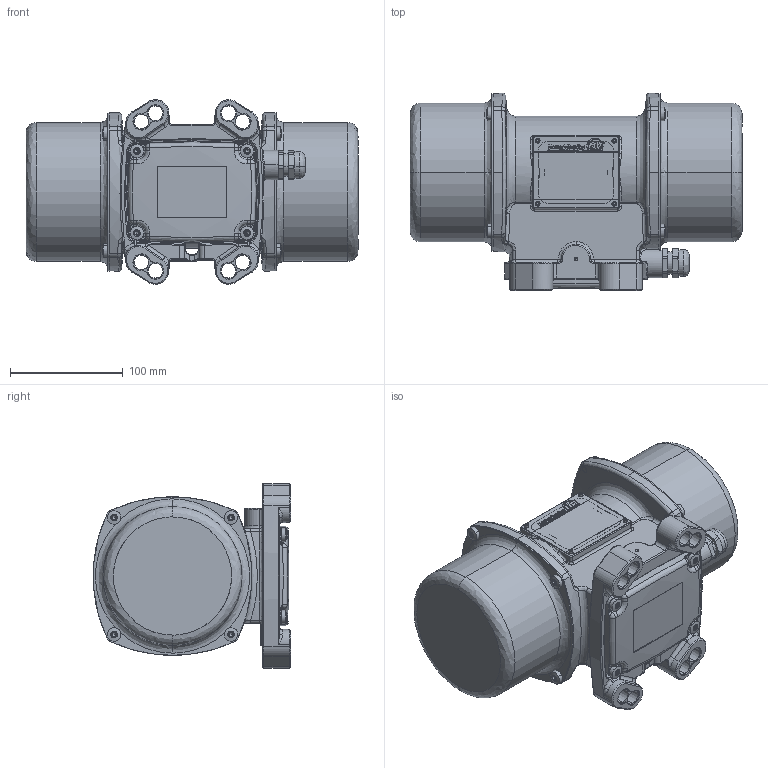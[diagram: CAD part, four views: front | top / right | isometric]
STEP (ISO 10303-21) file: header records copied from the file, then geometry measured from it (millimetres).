
FILE_DESCRIPTION (( 'STEP AP214' ), '1' );
FILE_NAME ('NEA-NEG 25210-50-60Hz.STEP', '2022-05-02T14:00:23', ( '' ), ( '' ), 'SwSTEP 2.0', 'SolidWorks 2015', '' );
FILE_SCHEMA (( 'AUTOMOTIVE_DESIGN' ));
Length unit declared in the file: millimetre
Products named in the file (1): NEA-NEG 25210-50-60Hz
Bounding box: 295 x 175.39 x 164 mm (x, y, z)
Volume: 956616.6 mm3; surface area: 441174.6 mm2
Topology: 18 solids, 18 shells, 2869 faces, 7647 edges, 4955 vertices
Faces by surface type: bspline 1182, plane 731, cylinder 703, cone 253
Entity records: 148077 total; most frequent: CARTESIAN_POINT 83511, ORIENTED_EDGE 15128, DIRECTION 10646, EDGE_CURVE 7564, VERTEX_POINT 4955, AXIS2_PLACEMENT_3D 3914, EDGE_LOOP 3171, ADVANCED_FACE 2869
